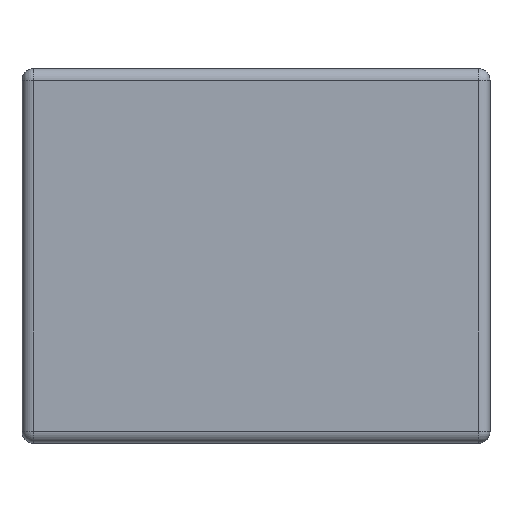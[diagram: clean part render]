
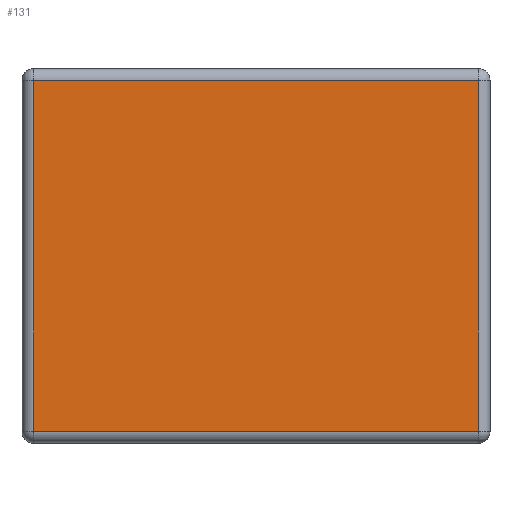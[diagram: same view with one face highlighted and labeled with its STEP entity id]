
A CAD part, top view. The second image highlights one B-rep face of the part: STEP entity #131.
In plain terms, the highlighted planar face has unit normal (0, 0, 1).
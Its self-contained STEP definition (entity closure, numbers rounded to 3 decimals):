
#1 = DIRECTION ( 'NONE',  ( 0., 1., 0. ) ) ;
#8 = CARTESIAN_POINT ( 'NONE',  ( -0.95, -0.8, 1. ) ) ;
#78 = ORIENTED_EDGE ( 'NONE', *, *, #763, .F. ) ;
#131 = ADVANCED_FACE ( 'NONE', ( #1007 ), #240, .T. ) ;
#240 = PLANE ( 'NONE',  #1282 ) ;
#257 = DIRECTION ( 'NONE',  ( -1., 0., 0. ) ) ;
#278 = EDGE_LOOP ( 'NONE', ( #926, #1419, #1584, #78 ) ) ;
#381 = VERTEX_POINT ( 'NONE', #771 ) ;
#403 = LINE ( 'NONE', #785, #522 ) ;
#408 = EDGE_CURVE ( 'NONE', #381, #1133, #1170, .T. ) ;
#411 = DIRECTION ( 'NONE',  ( 1., 0., 0. ) ) ;
#427 = CARTESIAN_POINT ( 'NONE',  ( -0.95, 0.75, 1. ) ) ;
#522 = VECTOR ( 'NONE', #411, 1000. ) ;
#610 = DIRECTION ( 'NONE',  ( 1., 0., 0. ) ) ;
#698 = VECTOR ( 'NONE', #257, 1000. ) ;
#724 = VECTOR ( 'NONE', #1, 1000. ) ;
#752 = LINE ( 'NONE', #1524, #698 ) ;
#759 = CARTESIAN_POINT ( 'NONE',  ( 0., 0., 1. ) ) ;
#763 = EDGE_CURVE ( 'NONE', #1538, #1084, #1625, .T. ) ;
#771 = CARTESIAN_POINT ( 'NONE',  ( -0.95, -0.75, 1. ) ) ;
#785 = CARTESIAN_POINT ( 'NONE',  ( -1., 0.75, 1. ) ) ;
#811 = CARTESIAN_POINT ( 'NONE',  ( 0.95, 0.75, 1. ) ) ;
#926 = ORIENTED_EDGE ( 'NONE', *, *, #1161, .F. ) ;
#987 = DIRECTION ( 'NONE',  ( 0., -1., 0. ) ) ;
#1007 = FACE_OUTER_BOUND ( 'NONE', #278, .T. ) ;
#1084 = VERTEX_POINT ( 'NONE', #1145 ) ;
#1104 = VECTOR ( 'NONE', #987, 1000. ) ;
#1133 = VERTEX_POINT ( 'NONE', #427 ) ;
#1145 = CARTESIAN_POINT ( 'NONE',  ( 0.95, -0.75, 1. ) ) ;
#1161 = EDGE_CURVE ( 'NONE', #1133, #1538, #403, .T. ) ;
#1170 = LINE ( 'NONE', #8, #724 ) ;
#1260 = DIRECTION ( 'NONE',  ( 0., 0., 1. ) ) ;
#1282 = AXIS2_PLACEMENT_3D ( 'NONE', #759, #1260, #610 ) ;
#1404 = EDGE_CURVE ( 'NONE', #1084, #381, #752, .T. ) ;
#1419 = ORIENTED_EDGE ( 'NONE', *, *, #408, .F. ) ;
#1523 = CARTESIAN_POINT ( 'NONE',  ( 0.95, 0.8, 1. ) ) ;
#1524 = CARTESIAN_POINT ( 'NONE',  ( 1., -0.75, 1. ) ) ;
#1538 = VERTEX_POINT ( 'NONE', #811 ) ;
#1584 = ORIENTED_EDGE ( 'NONE', *, *, #1404, .F. ) ;
#1625 = LINE ( 'NONE', #1523, #1104 ) ;
